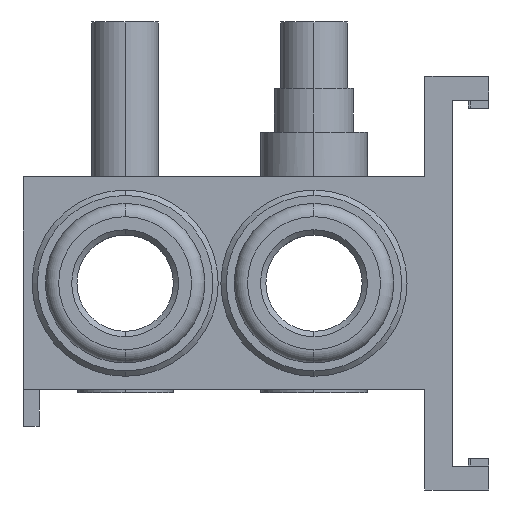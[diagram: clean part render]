
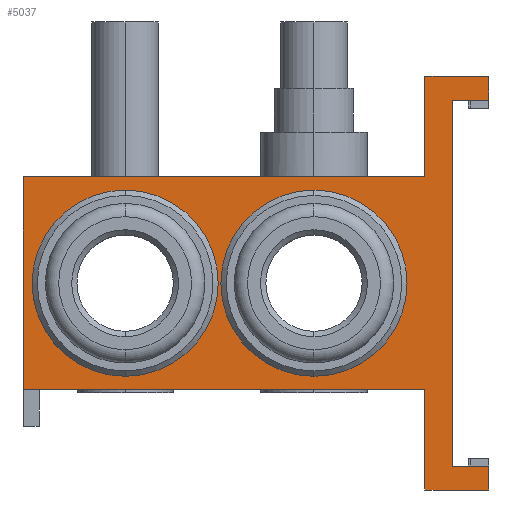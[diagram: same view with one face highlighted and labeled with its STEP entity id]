
A CAD part, left-side view. The second image highlights one B-rep face of the part: STEP entity #5037.
In plain terms, the highlighted planar face has unit normal (-1, 0, 0).
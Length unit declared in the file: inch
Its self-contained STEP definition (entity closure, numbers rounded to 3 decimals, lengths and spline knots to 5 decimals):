
#85 = LINE ( 'NONE', #8629, #369 ) ;
#90 = DIRECTION ( 'NONE',  ( 1., 0., 0. ) ) ;
#193 = VECTOR ( 'NONE', #5434, 39.37008 ) ;
#277 = CARTESIAN_POINT ( 'NONE',  ( -1.994, -0.875, -0.7775 ) ) ;
#369 = VECTOR ( 'NONE', #10473, 39.37008 ) ;
#370 = CARTESIAN_POINT ( 'NONE',  ( -1.994, 0.492, 0.181 ) ) ;
#481 = VECTOR ( 'NONE', #5885, 39.37008 ) ;
#523 = CARTESIAN_POINT ( 'NONE',  ( -1.994, 0.875, 0.4 ) ) ;
#525 = VERTEX_POINT ( 'NONE', #1171 ) ;
#666 = DIRECTION ( 'NONE',  ( 0., 0., 1. ) ) ;
#667 = CARTESIAN_POINT ( 'NONE',  ( -1.994, -0.635, -0.7775 ) ) ;
#719 = VERTEX_POINT ( 'NONE', #9252 ) ;
#743 = VERTEX_POINT ( 'NONE', #7449 ) ;
#1163 = PLANE ( 'NONE',  #1826 ) ;
#1171 = CARTESIAN_POINT ( 'NONE',  ( -1.994, -0.218, -0.181 ) ) ;
#1187 = LINE ( 'NONE', #2332, #7945 ) ;
#1490 = ORIENTED_EDGE ( 'NONE', *, *, #4668, .F. ) ;
#1495 = EDGE_CURVE ( 'NONE', #7600, #2522, #8574, .T. ) ;
#1607 = ORIENTED_EDGE ( 'NONE', *, *, #11540, .F. ) ;
#1648 = VECTOR ( 'NONE', #4511, 39.37008 ) ;
#1674 = DIRECTION ( 'NONE',  ( 0., 1., 0. ) ) ;
#1701 = EDGE_LOOP ( 'NONE', ( #7563, #3789 ) ) ;
#1769 = ORIENTED_EDGE ( 'NONE', *, *, #2599, .F. ) ;
#1826 = AXIS2_PLACEMENT_3D ( 'NONE', #6642, #2975, #9406 ) ;
#1889 = FACE_BOUND ( 'NONE', #1701, .T. ) ;
#2220 = LINE ( 'NONE', #4365, #9255 ) ;
#2332 = CARTESIAN_POINT ( 'NONE',  ( -1.994, -0.635, -0.4 ) ) ;
#2522 = VERTEX_POINT ( 'NONE', #6714 ) ;
#2599 = EDGE_CURVE ( 'NONE', #8417, #719, #85, .T. ) ;
#2639 = VECTOR ( 'NONE', #9638, 39.37008 ) ;
#2681 = EDGE_CURVE ( 'NONE', #743, #8042, #6522, .T. ) ;
#2797 = DIRECTION ( 'NONE',  ( 0., 0., -1. ) ) ;
#2804 = EDGE_CURVE ( 'NONE', #10733, #5529, #10540, .T. ) ;
#2833 = CARTESIAN_POINT ( 'NONE',  ( -1.994, -0.738, 0.6875 ) ) ;
#2901 = LINE ( 'NONE', #3200, #2639 ) ;
#2924 = ORIENTED_EDGE ( 'NONE', *, *, #8593, .F. ) ;
#2975 = DIRECTION ( 'NONE',  ( 1., 0., 0. ) ) ;
#3128 = EDGE_CURVE ( 'NONE', #8042, #743, #7964, .T. ) ;
#3200 = CARTESIAN_POINT ( 'NONE',  ( -1.994, 0.875, 0.4 ) ) ;
#3236 = DIRECTION ( 'NONE',  ( 0., 1., 0. ) ) ;
#3255 = CARTESIAN_POINT ( 'NONE',  ( -1.994, 0.492, 0. ) ) ;
#3506 = CIRCLE ( 'NONE', #7442, 0.181 ) ;
#3728 = VECTOR ( 'NONE', #9439, 39.37008 ) ;
#3750 = EDGE_CURVE ( 'NONE', #719, #9049, #9819, .T. ) ;
#3789 = ORIENTED_EDGE ( 'NONE', *, *, #3128, .T. ) ;
#3938 = EDGE_CURVE ( 'NONE', #5432, #10778, #4497, .T. ) ;
#4012 = DIRECTION ( 'NONE',  ( 0., -1., 0. ) ) ;
#4033 = LINE ( 'NONE', #9531, #481 ) ;
#4186 = VERTEX_POINT ( 'NONE', #277 ) ;
#4197 = DIRECTION ( 'NONE',  ( 0., 0., -1. ) ) ;
#4319 = CARTESIAN_POINT ( 'NONE',  ( -1.994, -0.218, 0. ) ) ;
#4365 = CARTESIAN_POINT ( 'NONE',  ( -1.994, -0.875, -0.7775 ) ) ;
#4383 = EDGE_CURVE ( 'NONE', #4393, #525, #5226, .T. ) ;
#4393 = VERTEX_POINT ( 'NONE', #10686 ) ;
#4497 = LINE ( 'NONE', #10933, #193 ) ;
#4511 = DIRECTION ( 'NONE',  ( 0., 0., 1. ) ) ;
#4564 = ORIENTED_EDGE ( 'NONE', *, *, #10533, .F. ) ;
#4668 = EDGE_CURVE ( 'NONE', #5529, #5517, #1187, .T. ) ;
#5037 = ADVANCED_FACE ( 'NONE', ( #1889, #11670, #6762 ), #1163, .F. ) ;
#5071 = CARTESIAN_POINT ( 'NONE',  ( -1.994, 0.492, 0. ) ) ;
#5226 = CIRCLE ( 'NONE', #10740, 0.181 ) ;
#5240 = DIRECTION ( 'NONE',  ( 0., 0., -1. ) ) ;
#5382 = ORIENTED_EDGE ( 'NONE', *, *, #11177, .F. ) ;
#5432 = VERTEX_POINT ( 'NONE', #2833 ) ;
#5434 = DIRECTION ( 'NONE',  ( 0., -1., 0. ) ) ;
#5517 = VERTEX_POINT ( 'NONE', #7899 ) ;
#5529 = VERTEX_POINT ( 'NONE', #6056 ) ;
#5556 = CARTESIAN_POINT ( 'NONE',  ( -1.994, -0.218, 0. ) ) ;
#5627 = CARTESIAN_POINT ( 'NONE',  ( -1.994, -0.635, 0.4 ) ) ;
#5730 = CARTESIAN_POINT ( 'NONE',  ( -1.994, -0.875, 0.7775 ) ) ;
#5885 = DIRECTION ( 'NONE',  ( 0., 0., 1. ) ) ;
#5997 = DIRECTION ( 'NONE',  ( 0., 0., -1. ) ) ;
#6056 = CARTESIAN_POINT ( 'NONE',  ( -1.994, -0.635, -0.4 ) ) ;
#6347 = CARTESIAN_POINT ( 'NONE',  ( -1.994, 0.875, -0.4 ) ) ;
#6397 = VERTEX_POINT ( 'NONE', #523 ) ;
#6490 = DIRECTION ( 'NONE',  ( 0., 0., -1. ) ) ;
#6522 = CIRCLE ( 'NONE', #9540, 0.181 ) ;
#6534 = EDGE_CURVE ( 'NONE', #525, #4393, #3506, .T. ) ;
#6642 = CARTESIAN_POINT ( 'NONE',  ( -1.994, 0., 0. ) ) ;
#6714 = CARTESIAN_POINT ( 'NONE',  ( -1.994, -0.738, -0.6875 ) ) ;
#6762 = FACE_OUTER_BOUND ( 'NONE', #7492, .T. ) ;
#6941 = VECTOR ( 'NONE', #2797, 39.37008 ) ;
#7169 = CARTESIAN_POINT ( 'NONE',  ( -1.994, -0.875, -0.6875 ) ) ;
#7251 = CARTESIAN_POINT ( 'NONE',  ( -1.994, -0.875, 0.6875 ) ) ;
#7386 = CARTESIAN_POINT ( 'NONE',  ( -1.994, -0.875, 0.7775 ) ) ;
#7442 = AXIS2_PLACEMENT_3D ( 'NONE', #5556, #90, #6490 ) ;
#7449 = CARTESIAN_POINT ( 'NONE',  ( -1.994, 0.492, -0.181 ) ) ;
#7492 = EDGE_LOOP ( 'NONE', ( #7690, #10143, #1607, #10119, #1769, #5382, #11583, #1490, #8718, #4564, #2924, #9196 ) ) ;
#7517 = VECTOR ( 'NONE', #666, 39.37008 ) ;
#7561 = CARTESIAN_POINT ( 'NONE',  ( -1.994, -0.875, 0.7775 ) ) ;
#7563 = ORIENTED_EDGE ( 'NONE', *, *, #2681, .T. ) ;
#7600 = VERTEX_POINT ( 'NONE', #11359 ) ;
#7690 = ORIENTED_EDGE ( 'NONE', *, *, #8047, .T. ) ;
#7899 = CARTESIAN_POINT ( 'NONE',  ( -1.994, 0.875, -0.4 ) ) ;
#7945 = VECTOR ( 'NONE', #3236, 39.37008 ) ;
#7964 = CIRCLE ( 'NONE', #11804, 0.181 ) ;
#7976 = CARTESIAN_POINT ( 'NONE',  ( -1.994, -0.635, -0.7775 ) ) ;
#8025 = ORIENTED_EDGE ( 'NONE', *, *, #4383, .T. ) ;
#8042 = VERTEX_POINT ( 'NONE', #370 ) ;
#8047 = EDGE_CURVE ( 'NONE', #2522, #5432, #4033, .T. ) ;
#8417 = VERTEX_POINT ( 'NONE', #5627 ) ;
#8574 = LINE ( 'NONE', #7169, #10428 ) ;
#8593 = EDGE_CURVE ( 'NONE', #7600, #4186, #8621, .T. ) ;
#8621 = LINE ( 'NONE', #7561, #3728 ) ;
#8629 = CARTESIAN_POINT ( 'NONE',  ( -1.994, -0.635, 0.4 ) ) ;
#8718 = ORIENTED_EDGE ( 'NONE', *, *, #2804, .F. ) ;
#8959 = LINE ( 'NONE', #6347, #1648 ) ;
#9049 = VERTEX_POINT ( 'NONE', #5730 ) ;
#9196 = ORIENTED_EDGE ( 'NONE', *, *, #1495, .T. ) ;
#9252 = CARTESIAN_POINT ( 'NONE',  ( -1.994, -0.635, 0.7775 ) ) ;
#9255 = VECTOR ( 'NONE', #10776, 39.37008 ) ;
#9368 = LINE ( 'NONE', #7386, #6941 ) ;
#9406 = DIRECTION ( 'NONE',  ( 0., 0., -1. ) ) ;
#9439 = DIRECTION ( 'NONE',  ( 0., 0., -1. ) ) ;
#9497 = VECTOR ( 'NONE', #4012, 39.37008 ) ;
#9531 = CARTESIAN_POINT ( 'NONE',  ( -1.994, -0.738, 0.6875 ) ) ;
#9540 = AXIS2_PLACEMENT_3D ( 'NONE', #3255, #9692, #4197 ) ;
#9638 = DIRECTION ( 'NONE',  ( 0., -1., 0. ) ) ;
#9692 = DIRECTION ( 'NONE',  ( 1., 0., 0. ) ) ;
#9819 = LINE ( 'NONE', #11403, #9497 ) ;
#10061 = ORIENTED_EDGE ( 'NONE', *, *, #6534, .T. ) ;
#10119 = ORIENTED_EDGE ( 'NONE', *, *, #3750, .F. ) ;
#10143 = ORIENTED_EDGE ( 'NONE', *, *, #3938, .T. ) ;
#10428 = VECTOR ( 'NONE', #1674, 39.37008 ) ;
#10473 = DIRECTION ( 'NONE',  ( 0., 0., 1. ) ) ;
#10533 = EDGE_CURVE ( 'NONE', #4186, #10733, #2220, .T. ) ;
#10540 = LINE ( 'NONE', #7976, #7517 ) ;
#10686 = CARTESIAN_POINT ( 'NONE',  ( -1.994, -0.218, 0.181 ) ) ;
#10726 = DIRECTION ( 'NONE',  ( 1., 0., 0. ) ) ;
#10733 = VERTEX_POINT ( 'NONE', #667 ) ;
#10740 = AXIS2_PLACEMENT_3D ( 'NONE', #4319, #10726, #5240 ) ;
#10776 = DIRECTION ( 'NONE',  ( 0., 1., 0. ) ) ;
#10778 = VERTEX_POINT ( 'NONE', #7251 ) ;
#10933 = CARTESIAN_POINT ( 'NONE',  ( -1.994, -0.875, 0.6875 ) ) ;
#11177 = EDGE_CURVE ( 'NONE', #6397, #8417, #2901, .T. ) ;
#11219 = EDGE_LOOP ( 'NONE', ( #10061, #8025 ) ) ;
#11359 = CARTESIAN_POINT ( 'NONE',  ( -1.994, -0.875, -0.6875 ) ) ;
#11403 = CARTESIAN_POINT ( 'NONE',  ( -1.994, -0.635, 0.7775 ) ) ;
#11458 = EDGE_CURVE ( 'NONE', #5517, #6397, #8959, .T. ) ;
#11496 = DIRECTION ( 'NONE',  ( 1., 0., 0. ) ) ;
#11540 = EDGE_CURVE ( 'NONE', #9049, #10778, #9368, .T. ) ;
#11583 = ORIENTED_EDGE ( 'NONE', *, *, #11458, .F. ) ;
#11670 = FACE_BOUND ( 'NONE', #11219, .T. ) ;
#11804 = AXIS2_PLACEMENT_3D ( 'NONE', #5071, #11496, #5997 ) ;
